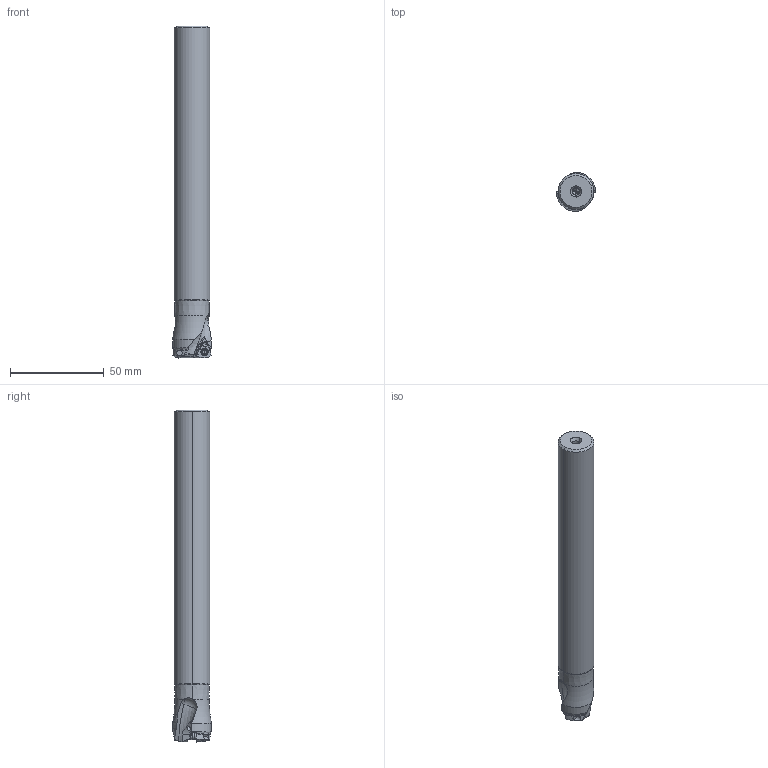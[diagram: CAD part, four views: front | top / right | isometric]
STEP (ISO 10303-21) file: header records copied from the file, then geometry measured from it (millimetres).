
FILE_DESCRIPTION(/* description */ (''),/* implementation_level */ '2;1');
FILE_NAME(/* name */ 'AJXU08R142SA12L.stp',/* time_stamp */ '2021-09-08T11:49:04+09:00',/* author */ (''),/* organization */ (''),/* preprocessor_version */ 'ST-DEVELOPER v16',/* originating_system */ 'SIEMENS PLM Software NX 10.0',/* authorisation */ '');
FILE_SCHEMA (('AUTOMOTIVE_DESIGN { 1 0 10303 214 3 1 1 1 }'));
Length unit declared in the file: millimetre
Products named in the file (1): AJXU08R142SA12L_ASM
Bounding box: 20.73 x 20.71 x 177.04 mm (x, y, z)
Volume: 46440.7 mm3; surface area: 13513.6 mm2
Topology: 3 solids, 3 shells, 224 faces, 684 edges, 471 vertices
Faces by surface type: cylinder 90, plane 54, cone 50, torus 18, bspline 6, sphere 6
Entity records: 11290 total; most frequent: CARTESIAN_POINT 5136, ORIENTED_EDGE 1336, DIRECTION 1198, EDGE_CURVE 668, AXIS2_PLACEMENT_3D 498, VERTEX_POINT 451, EDGE_LOOP 233, ADVANCED_FACE 224
